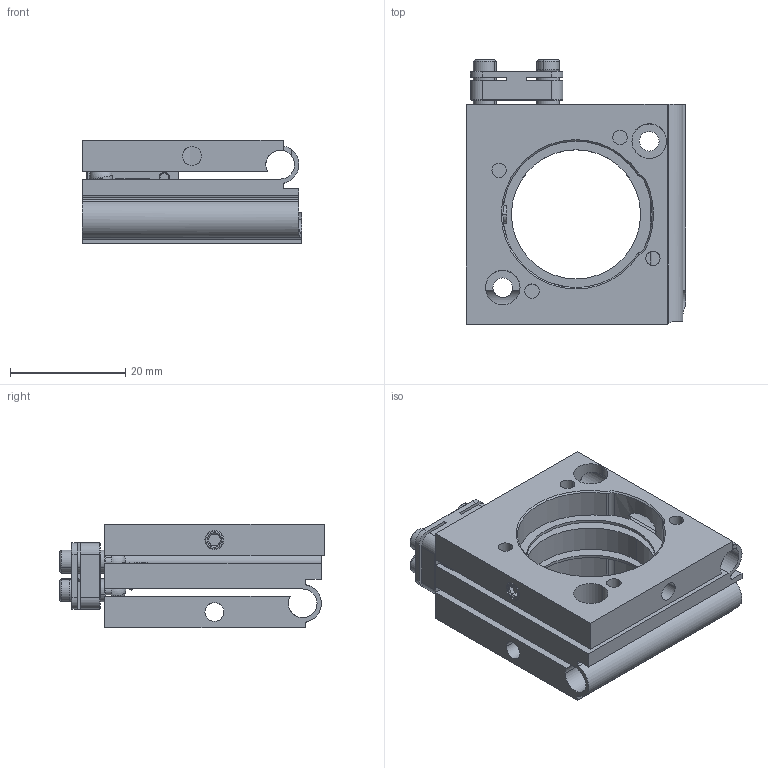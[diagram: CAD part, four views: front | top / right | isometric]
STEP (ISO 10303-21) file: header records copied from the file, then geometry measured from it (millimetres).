
FILE_DESCRIPTION (( 'STEP AP203' ), '1' );
FILE_NAME ('1.1.6.22_ZJR-BS1.STEP', '2023-08-15T02:19:53', ( '' ), ( '' ), 'SwSTEP 2.0', 'SolidWorks 2021', '' );
FILE_SCHEMA (( 'CONFIG_CONTROL_DESIGN' ));
Length unit declared in the file: millimetre
Products named in the file (1): 1.1.6.22_ZJR-BS1
Bounding box: 38.1 x 45.86 x 18 mm (x, y, z)
Surface area: 11945.3 mm2 (no closed solid volume)
Topology: 0 solids, 17 shells, 286 faces, 891 edges, 603 vertices
Faces by surface type: cylinder 118, plane 100, cone 53, torus 11, sphere 4
Entity records: 10747 total; most frequent: CARTESIAN_POINT 2794, DIRECTION 1647, ORIENTED_EDGE 1590, EDGE_CURVE 881, AXIS2_PLACEMENT_3D 623, VERTEX_POINT 597, VECTOR 401, LINE 401
